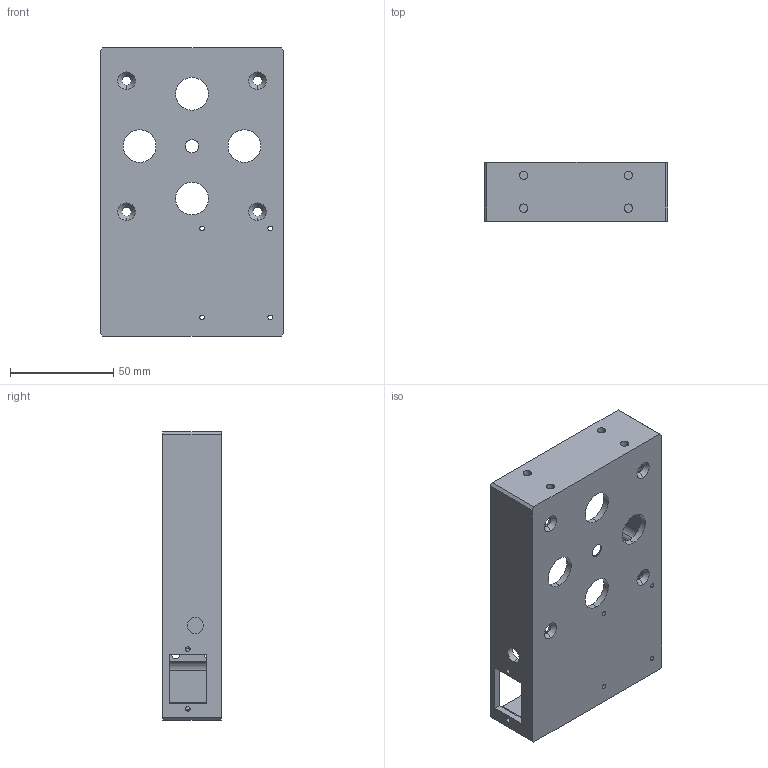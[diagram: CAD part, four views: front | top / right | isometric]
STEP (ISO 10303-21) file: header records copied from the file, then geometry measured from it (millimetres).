
FILE_DESCRIPTION (( 'STEP AP214' ), '1' );
FILE_NAME ('Enclosure Body.STEP', '2017-10-09T20:14:48', ( '' ), ( '' ), 'SwSTEP 2.0', 'SolidWorks 2016', '' );
FILE_SCHEMA (( 'AUTOMOTIVE_DESIGN' ));
Length unit declared in the file: inch
Products named in the file (1): Enclosure Body
Bounding box: 88.9 x 28.57 x 139.7 mm (x, y, z)
Volume: 73582.7 mm3; surface area: 48759.4 mm2
Topology: 1 solids, 1 shells, 139 faces, 397 edges, 252 vertices
Faces by surface type: cylinder 89, plane 30, cone 20
Entity records: 5237 total; most frequent: CARTESIAN_POINT 859, DIRECTION 839, ORIENTED_EDGE 770, EDGE_CURVE 385, AXIS2_PLACEMENT_3D 324, VERTEX_POINT 252, EDGE_LOOP 195, LINE 191
